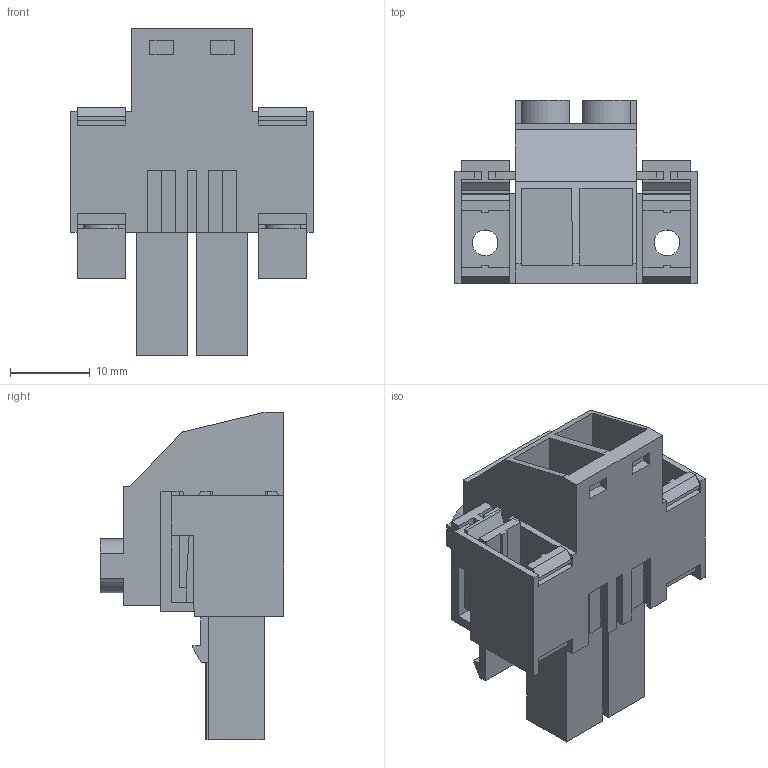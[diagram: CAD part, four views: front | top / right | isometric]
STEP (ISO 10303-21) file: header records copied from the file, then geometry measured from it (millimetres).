
FILE_DESCRIPTION(('CATIA V5 STEP','CAx-IF Rec.Pracs.--- Model Styling and Organization---1.2---2011-12-15'),'2;1');
FILE_NAME ('D1459345_0_1930050000_1930050000.stp','2017-07-31T10:32:31+00:00',('none'),('Weidmueller'),'CATIA Version 5-6 Release 2014','CATIA V5 STEP AP214','none');
FILE_SCHEMA(('AUTOMOTIVE_DESIGN { 1 0 10303 214 1 1 1 1 }'));
Length unit declared in the file: millimetre
Products named in the file (1): 1930050000
Bounding box: 30.48 x 23.1 x 41.15 mm (x, y, z)
Volume: 8898.1 mm3; surface area: 8759.3 mm2
Topology: 5 solids, 5 shells, 365 faces, 1032 edges, 686 vertices
Faces by surface type: plane 343, cylinder 22
Entity records: 10935 total; most frequent: ORIENTED_EDGE 2064, CARTESIAN_POINT 1969, DIRECTION 1484, EDGE_CURVE 1032, VECTOR 960, LINE 960, VERTEX_POINT 686, EDGE_LOOP 382
